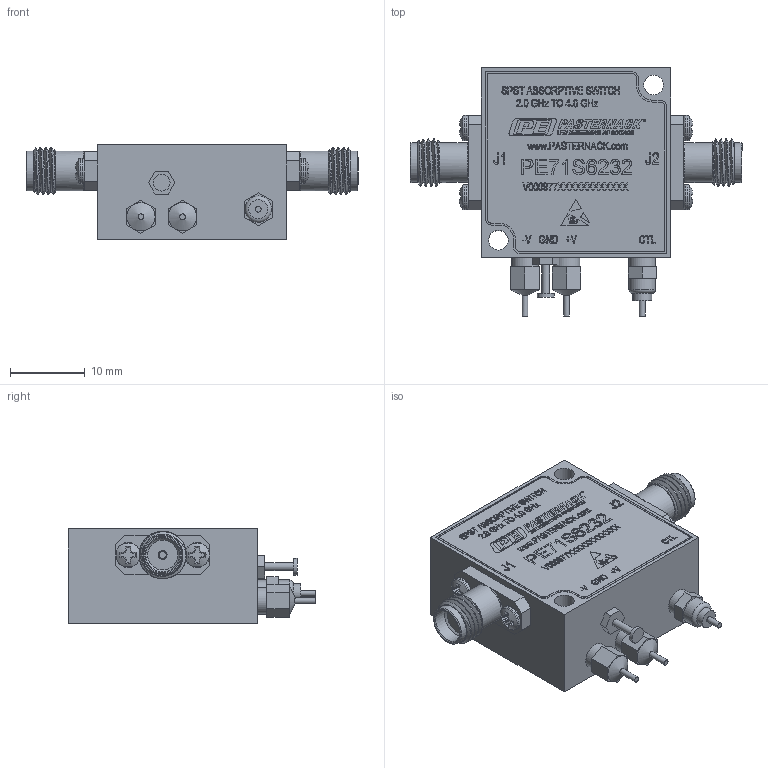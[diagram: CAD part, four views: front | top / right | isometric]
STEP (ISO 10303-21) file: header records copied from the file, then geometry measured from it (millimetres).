
FILE_DESCRIPTION (( 'STEP AP203' ), '1' );
FILE_NAME ('PE71S6232_3D.step', '2022-05-25T16:29:42', ( '' ), ( '' ), 'SwSTEP 2.0', 'SolidWorks 2021', '' );
FILE_SCHEMA (( 'CONFIG_CONTROL_DESIGN' ));
Length unit declared in the file: inch
Products named in the file (1): PE71S6232_3D
Bounding box: 44.55 x 33.27 x 12.75 mm (x, y, z)
Volume: 8793 mm3; surface area: 3860.5 mm2
Topology: 1 solids, 9 shells, 2190 faces, 5870 edges, 3903 vertices
Faces by surface type: plane 1384, bspline 595, cylinder 180, cone 30, torus 1
Full cylindrical faces by diameter (mm): 0.276 x1, 0.283 x1, 0.762 x3, 0.914 x2, 1.016 x3, 1.168 x4, 1.27 x2, 1.854 x4, 2.224 x1, 2.54 x1, 2.642 x2, 3.393 x4, 3.556 x4, 3.81 x2, 4.521 x2, 5.08 x2, 5.334 x4
Entity records: 102607 total; most frequent: CARTESIAN_POINT 52402, ORIENTED_EDGE 11564, DIRECTION 7912, EDGE_CURVE 5782, LINE 4060, VECTOR 4060, VERTEX_POINT 3880, EDGE_LOOP 2468
